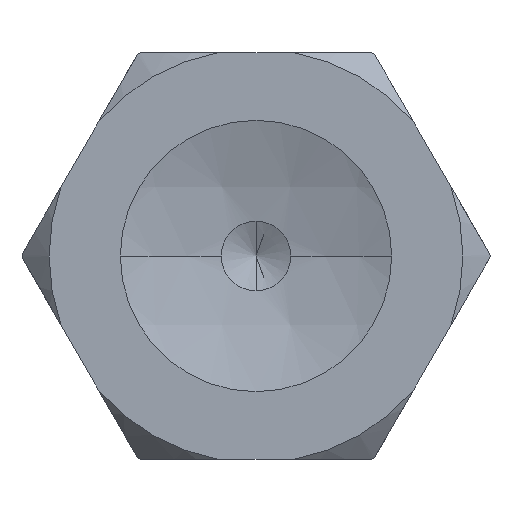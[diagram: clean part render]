
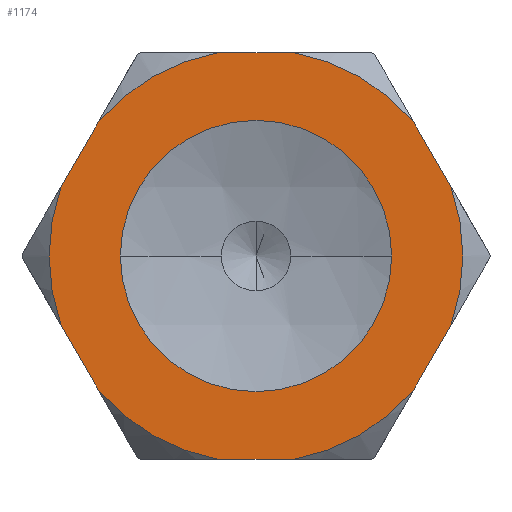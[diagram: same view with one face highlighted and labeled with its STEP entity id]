
A CAD part, front view. The second image highlights one B-rep face of the part: STEP entity #1174.
In plain terms, the highlighted planar face has unit normal (0, -1, 0).
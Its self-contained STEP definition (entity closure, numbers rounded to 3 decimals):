
#17 = VERTEX_POINT ( 'NONE', #1358 ) ;
#25 = ORIENTED_EDGE ( 'NONE', *, *, #558, .T. ) ;
#27 = CARTESIAN_POINT ( 'NONE',  ( -13.8, -10., 0. ) ) ;
#32 = VERTEX_POINT ( 'NONE', #852 ) ;
#37 = VERTEX_POINT ( 'NONE', #664 ) ;
#42 = LINE ( 'NONE', #154, #892 ) ;
#54 = ORIENTED_EDGE ( 'NONE', *, *, #736, .T. ) ;
#82 = CARTESIAN_POINT ( 'NONE',  ( 2.2, -10., -12. ) ) ;
#85 = DIRECTION ( 'NONE',  ( 0.5, 0., 0.866 ) ) ;
#105 = CIRCLE ( 'NONE', #944, 12.2 ) ;
#112 = AXIS2_PLACEMENT_3D ( 'NONE', #802, #148, #914 ) ;
#120 = CARTESIAN_POINT ( 'NONE',  ( -13.856, -10., 0. ) ) ;
#132 = VERTEX_POINT ( 'NONE', #737 ) ;
#148 = DIRECTION ( 'NONE',  ( 0., -1., 0. ) ) ;
#153 = AXIS2_PLACEMENT_3D ( 'NONE', #1146, #491, #1248 ) ;
#154 = CARTESIAN_POINT ( 'NONE',  ( 13.856, -10., 0. ) ) ;
#163 = CIRCLE ( 'NONE', #1196, 8. ) ;
#168 = CARTESIAN_POINT ( 'NONE',  ( 0., -10., 0. ) ) ;
#186 = CARTESIAN_POINT ( 'NONE',  ( 6.928, -10., 12. ) ) ;
#187 = EDGE_CURVE ( 'NONE', #416, #452, #273, .T. ) ;
#209 = VECTOR ( 'NONE', #85, 1000. ) ;
#213 = CARTESIAN_POINT ( 'NONE',  ( 0., -10., 0. ) ) ;
#249 = VERTEX_POINT ( 'NONE', #956 ) ;
#252 = VERTEX_POINT ( 'NONE', #421 ) ;
#263 = ORIENTED_EDGE ( 'NONE', *, *, #928, .T. ) ;
#268 = CIRCLE ( 'NONE', #153, 12.2 ) ;
#273 = CIRCLE ( 'NONE', #536, 12.2 ) ;
#274 = ORIENTED_EDGE ( 'NONE', *, *, #1310, .T. ) ;
#276 = DIRECTION ( 'NONE',  ( 0., 0., -1. ) ) ;
#278 = DIRECTION ( 'NONE',  ( 0., 1., 0. ) ) ;
#282 = DIRECTION ( 'NONE',  ( 0., -1., 0. ) ) ;
#302 = DIRECTION ( 'NONE',  ( 0., -1., 0. ) ) ;
#315 = DIRECTION ( 'NONE',  ( 0., 0., -1. ) ) ;
#330 = CARTESIAN_POINT ( 'NONE',  ( -8., -10., 0. ) ) ;
#344 = LINE ( 'NONE', #414, #1139 ) ;
#352 = LINE ( 'NONE', #186, #388 ) ;
#354 = DIRECTION ( 'NONE',  ( 0., 0., -1. ) ) ;
#367 = EDGE_CURVE ( 'NONE', #761, #249, #1133, .T. ) ;
#388 = VECTOR ( 'NONE', #1065, 1000. ) ;
#414 = CARTESIAN_POINT ( 'NONE',  ( -6.928, -10., -12. ) ) ;
#416 = VERTEX_POINT ( 'NONE', #1100 ) ;
#421 = CARTESIAN_POINT ( 'NONE',  ( 11.492, -10., -4.095 ) ) ;
#439 = ORIENTED_EDGE ( 'NONE', *, *, #480, .T. ) ;
#449 = AXIS2_PLACEMENT_3D ( 'NONE', #504, #1261, #621 ) ;
#452 = VERTEX_POINT ( 'NONE', #934 ) ;
#477 = ORIENTED_EDGE ( 'NONE', *, *, #591, .T. ) ;
#480 = EDGE_CURVE ( 'NONE', #777, #132, #105, .T. ) ;
#491 = DIRECTION ( 'NONE',  ( 0., -1., 0. ) ) ;
#493 = DIRECTION ( 'NONE',  ( 0., -1., 0. ) ) ;
#504 = CARTESIAN_POINT ( 'NONE',  ( 0., -10., 0. ) ) ;
#530 = CARTESIAN_POINT ( 'NONE',  ( -11.492, -10., 4.095 ) ) ;
#536 = AXIS2_PLACEMENT_3D ( 'NONE', #213, #302, #315 ) ;
#558 = EDGE_CURVE ( 'NONE', #452, #17, #352, .T. ) ;
#568 = AXIS2_PLACEMENT_3D ( 'NONE', #27, #1016, #354 ) ;
#591 = EDGE_CURVE ( 'NONE', #249, #32, #660, .T. ) ;
#621 = DIRECTION ( 'NONE',  ( 0., 0., 1. ) ) ;
#637 = FACE_BOUND ( 'NONE', #1047, .T. ) ;
#660 = CIRCLE ( 'NONE', #112, 12.2 ) ;
#664 = CARTESIAN_POINT ( 'NONE',  ( 11.492, -10., 4.095 ) ) ;
#665 = CARTESIAN_POINT ( 'NONE',  ( 8., -10., 0. ) ) ;
#672 = DIRECTION ( 'NONE',  ( 0.5, 0., -0.866 ) ) ;
#693 = PLANE ( 'NONE',  #568 ) ;
#696 = ORIENTED_EDGE ( 'NONE', *, *, #367, .T. ) ;
#701 = AXIS2_PLACEMENT_3D ( 'NONE', #168, #940, #276 ) ;
#703 = LINE ( 'NONE', #1307, #964 ) ;
#736 = EDGE_CURVE ( 'NONE', #252, #37, #780, .T. ) ;
#737 = CARTESIAN_POINT ( 'NONE',  ( 9.292, -10., -7.905 ) ) ;
#761 = VERTEX_POINT ( 'NONE', #1265 ) ;
#777 = VERTEX_POINT ( 'NONE', #82 ) ;
#780 = CIRCLE ( 'NONE', #701, 12.2 ) ;
#785 = ORIENTED_EDGE ( 'NONE', *, *, #884, .T. ) ;
#795 = VERTEX_POINT ( 'NONE', #530 ) ;
#802 = CARTESIAN_POINT ( 'NONE',  ( 0., -10., 0. ) ) ;
#810 = DIRECTION ( 'NONE',  ( -0.5, 0., 0.866 ) ) ;
#813 = EDGE_CURVE ( 'NONE', #32, #777, #344, .T. ) ;
#825 = LINE ( 'NONE', #1365, #209 ) ;
#852 = CARTESIAN_POINT ( 'NONE',  ( -2.2, -10., -12. ) ) ;
#856 = EDGE_CURVE ( 'NONE', #17, #1214, #268, .T. ) ;
#857 = DIRECTION ( 'NONE',  ( 1., 0., 0. ) ) ;
#858 = VECTOR ( 'NONE', #672, 1000. ) ;
#859 = ORIENTED_EDGE ( 'NONE', *, *, #1228, .T. ) ;
#884 = EDGE_CURVE ( 'NONE', #1030, #1083, #1345, .T. ) ;
#892 = VECTOR ( 'NONE', #810, 1000. ) ;
#914 = DIRECTION ( 'NONE',  ( 0., 0., -1. ) ) ;
#919 = FACE_OUTER_BOUND ( 'NONE', #1335, .T. ) ;
#928 = EDGE_CURVE ( 'NONE', #132, #252, #825, .T. ) ;
#934 = CARTESIAN_POINT ( 'NONE',  ( 2.2, -10., 12. ) ) ;
#940 = DIRECTION ( 'NONE',  ( 0., -1., 0. ) ) ;
#941 = CARTESIAN_POINT ( 'NONE',  ( 0., -10., 0. ) ) ;
#944 = AXIS2_PLACEMENT_3D ( 'NONE', #1147, #493, #1249 ) ;
#946 = CARTESIAN_POINT ( 'NONE',  ( 0., -10., 0. ) ) ;
#953 = ORIENTED_EDGE ( 'NONE', *, *, #856, .T. ) ;
#956 = CARTESIAN_POINT ( 'NONE',  ( -9.292, -10., -7.905 ) ) ;
#964 = VECTOR ( 'NONE', #1001, 1000. ) ;
#1001 = DIRECTION ( 'NONE',  ( -0.5, 0., -0.866 ) ) ;
#1008 = CIRCLE ( 'NONE', #1327, 12.2 ) ;
#1010 = ORIENTED_EDGE ( 'NONE', *, *, #187, .T. ) ;
#1016 = DIRECTION ( 'NONE',  ( 0., -1., 0. ) ) ;
#1024 = CARTESIAN_POINT ( 'NONE',  ( -9.292, -10., 7.905 ) ) ;
#1030 = VERTEX_POINT ( 'NONE', #665 ) ;
#1045 = DIRECTION ( 'NONE',  ( 0., 0., 1. ) ) ;
#1047 = EDGE_LOOP ( 'NONE', ( #274, #785 ) ) ;
#1051 = DIRECTION ( 'NONE',  ( 0., 0., -1. ) ) ;
#1065 = DIRECTION ( 'NONE',  ( -1., 0., 0. ) ) ;
#1083 = VERTEX_POINT ( 'NONE', #330 ) ;
#1100 = CARTESIAN_POINT ( 'NONE',  ( 9.292, -10., 7.905 ) ) ;
#1107 = ORIENTED_EDGE ( 'NONE', *, *, #813, .T. ) ;
#1133 = LINE ( 'NONE', #120, #858 ) ;
#1139 = VECTOR ( 'NONE', #857, 1000. ) ;
#1142 = ORIENTED_EDGE ( 'NONE', *, *, #1359, .T. ) ;
#1146 = CARTESIAN_POINT ( 'NONE',  ( 0., -10., 0. ) ) ;
#1147 = CARTESIAN_POINT ( 'NONE',  ( 0., -10., 0. ) ) ;
#1153 = EDGE_CURVE ( 'NONE', #1214, #795, #703, .T. ) ;
#1174 = ADVANCED_FACE ( 'NONE', ( #637, #919 ), #693, .T. ) ;
#1196 = AXIS2_PLACEMENT_3D ( 'NONE', #941, #278, #1045 ) ;
#1214 = VERTEX_POINT ( 'NONE', #1024 ) ;
#1228 = EDGE_CURVE ( 'NONE', #37, #416, #42, .T. ) ;
#1248 = DIRECTION ( 'NONE',  ( 0., 0., -1. ) ) ;
#1249 = DIRECTION ( 'NONE',  ( 0., 0., -1. ) ) ;
#1261 = DIRECTION ( 'NONE',  ( 0., 1., 0. ) ) ;
#1265 = CARTESIAN_POINT ( 'NONE',  ( -11.492, -10., -4.095 ) ) ;
#1307 = CARTESIAN_POINT ( 'NONE',  ( -6.928, -10., 12. ) ) ;
#1310 = EDGE_CURVE ( 'NONE', #1083, #1030, #163, .T. ) ;
#1327 = AXIS2_PLACEMENT_3D ( 'NONE', #946, #282, #1051 ) ;
#1334 = ORIENTED_EDGE ( 'NONE', *, *, #1153, .T. ) ;
#1335 = EDGE_LOOP ( 'NONE', ( #439, #263, #54, #859, #1010, #25, #953, #1334, #1142, #696, #477, #1107 ) ) ;
#1345 = CIRCLE ( 'NONE', #449, 8. ) ;
#1358 = CARTESIAN_POINT ( 'NONE',  ( -2.2, -10., 12. ) ) ;
#1359 = EDGE_CURVE ( 'NONE', #795, #761, #1008, .T. ) ;
#1365 = CARTESIAN_POINT ( 'NONE',  ( 6.928, -10., -12. ) ) ;
